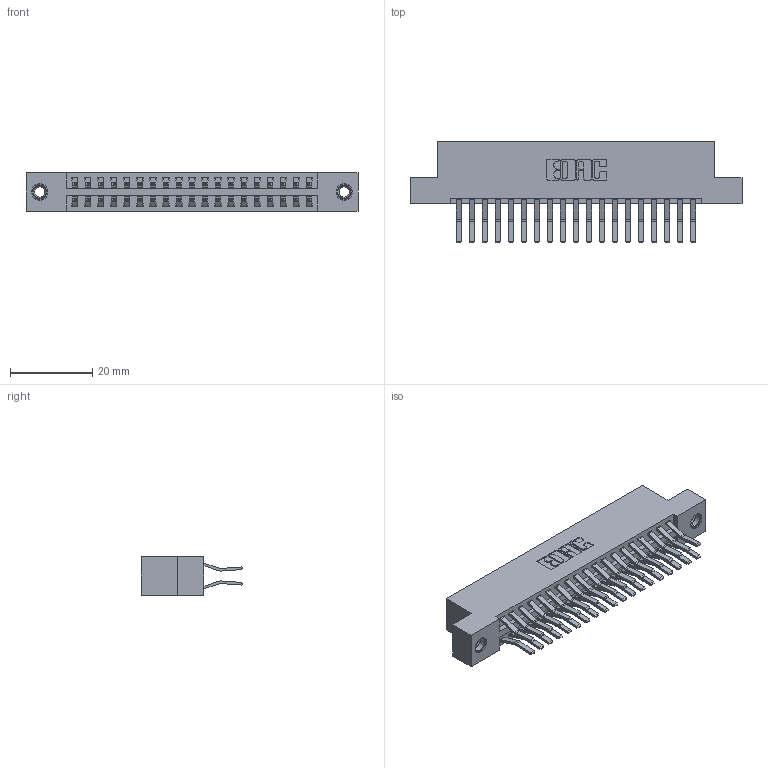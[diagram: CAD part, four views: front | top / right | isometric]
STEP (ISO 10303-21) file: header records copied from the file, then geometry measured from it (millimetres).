
FILE_DESCRIPTION (( 'STEP AP203' ), '1' );
FILE_NAME ('396-038-560-207.STEP', '2019-10-30T08:27:31', ( '' ), ( '' ), 'SwSTEP 2.0', 'SolidWorks 2016', '' );
FILE_SCHEMA (( 'CONFIG_CONTROL_DESIGN' ));
Length unit declared in the file: inch
Products named in the file (4): 345-250-001_345-250-005-103; 346 Part_Flush Mounting Lugs - 0.156 Dia-TI; 345-292-001_560 Tail; 396-038-560-207
Assembly tree (41 placements, depth 2):
  396-038-560-207
    346 Part_Flush Mounting Lugs - 0.156 Dia-TI
    345-292-001_560 Tail  x38
    345-250-001_345-250-005-103  x2
Bounding box: 80.9 x 24.78 x 9.4 mm (x, y, z)
Volume: 7945.6 mm3; surface area: 11258.5 mm2
Topology: 41 solids, 41 shells, 2234 faces, 6583 edges, 4330 vertices
Faces by surface type: plane 1438, cylinder 780, cone 12, torus 4
Entity records: 16770 total; most frequent: CARTESIAN_POINT 2779, ORIENTED_EDGE 2706, DIRECTION 2531, EDGE_CURVE 1353, LINE 1121, VECTOR 1121, VERTEX_POINT 896, AXIS2_PLACEMENT_3D 705
